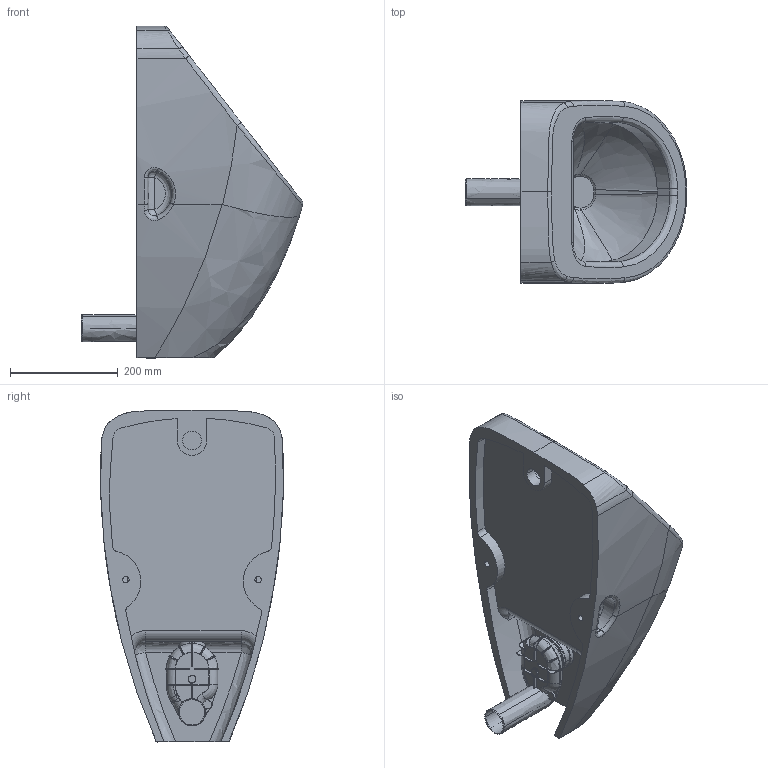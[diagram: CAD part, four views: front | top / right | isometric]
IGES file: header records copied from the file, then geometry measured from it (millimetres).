
Global section: file name: No Iges File Name specified; native system: Autodesk Inventor 2011; preprocessor: AutoDesk Inventor Iges Exporter R2011; author: Administrator; date: 20130612.112422; units: millimetre
Bounding box: 410.32 x 339.01 x 615.04 mm (x, y, z)
Volume: 18237196.6 mm3; surface area: 992606.9 mm2
Topology: 2 solids, 2 shells, 1286 faces, 3542 edges, 2207 vertices
Faces by surface type: plane 619, bspline 522, revolution 55, cylinder 45, sphere 28, torus 17
